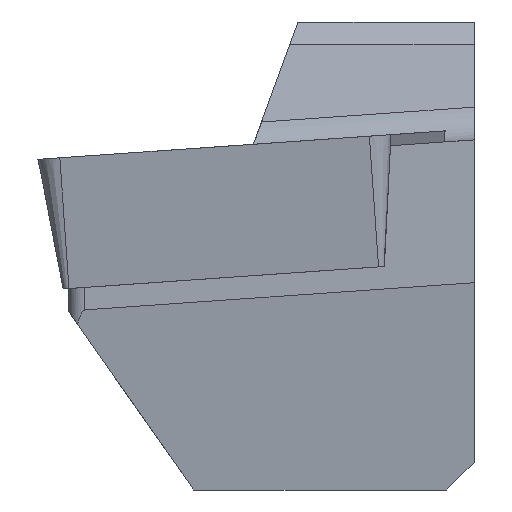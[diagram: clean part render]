
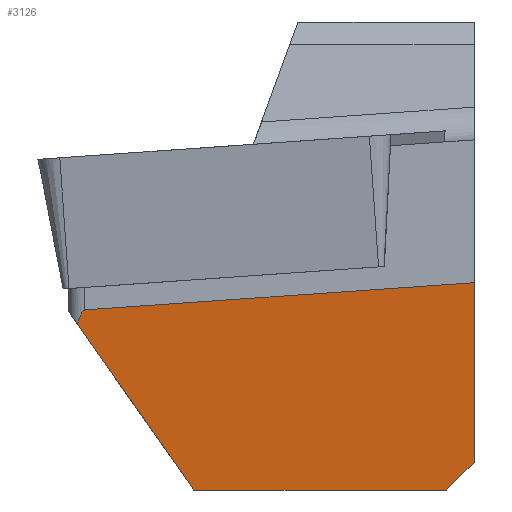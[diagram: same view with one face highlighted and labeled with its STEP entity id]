
A CAD part, left-side view. The second image highlights one B-rep face of the part: STEP entity #3126.
In plain terms, the highlighted planar face has unit normal (-0.993, -0.009, -0.122).
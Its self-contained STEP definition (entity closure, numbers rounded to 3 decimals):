
#33 = ORIENTED_EDGE ( 'NONE', *, *, #4342, .F. ) ;
#116 = FACE_OUTER_BOUND ( 'NONE', #4304, .T. ) ;
#127 = DIRECTION ( 'NONE',  ( 0.122, 0., -0.993 ) ) ;
#208 = VERTEX_POINT ( 'NONE', #2297 ) ;
#415 = EDGE_CURVE ( 'NONE', #1743, #3024, #3142, .T. ) ;
#440 = AXIS2_PLACEMENT_3D ( 'NONE', #3325, #1506, #127 ) ;
#689 = DIRECTION ( 'NONE',  ( -0.009, 1., 0. ) ) ;
#699 = CARTESIAN_POINT ( 'NONE',  ( 0.742, 0., -5.5 ) ) ;
#734 = CARTESIAN_POINT ( 'NONE',  ( 0.373, 7.202, -2.989 ) ) ;
#1007 = DIRECTION ( 'NONE',  ( 0.105, -0.57, -0.815 ) ) ;
#1054 = CARTESIAN_POINT ( 'NONE',  ( 0.353, 7.161, -2.821 ) ) ;
#1139 = PLANE ( 'NONE',  #440 ) ;
#1235 = LINE ( 'NONE', #1748, #4273 ) ;
#1336 = ORIENTED_EDGE ( 'NONE', *, *, #2859, .F. ) ;
#1401 = CARTESIAN_POINT ( 'NONE',  ( 0.342, 6.636, -2.699 ) ) ;
#1448 = CARTESIAN_POINT ( 'NONE',  ( 0.342, 7.116, -2.732 ) ) ;
#1506 = DIRECTION ( 'NONE',  ( 0.993, 0.009, 0.122 ) ) ;
#1743 = VERTEX_POINT ( 'NONE', #4153 ) ;
#1748 = CARTESIAN_POINT ( 'NONE',  ( 0.805, -0.169, -6. ) ) ;
#1891 = DIRECTION ( 'NONE',  ( 0.08, 0.705, -0.705 ) ) ;
#1987 = CARTESIAN_POINT ( 'NONE',  ( -0.234, 0., 2.471 ) ) ;
#2203 = LINE ( 'NONE', #3170, #3494 ) ;
#2205 = EDGE_CURVE ( 'NONE', #3024, #3039, #3012, .T. ) ;
#2226 = VERTEX_POINT ( 'NONE', #2881 ) ;
#2297 = CARTESIAN_POINT ( 'NONE',  ( 0.76, 5.094, -6. ) ) ;
#2398 = EDGE_CURVE ( 'NONE', #2691, #1743, #4211, .T. ) ;
#2691 = VERTEX_POINT ( 'NONE', #699 ) ;
#2772 = EDGE_CURVE ( 'NONE', #3039, #208, #2203, .T. ) ;
#2859 = EDGE_CURVE ( 'NONE', #2226, #208, #1235, .T. ) ;
#2881 = CARTESIAN_POINT ( 'NONE',  ( 0.799, 0.5, -6. ) ) ;
#2911 = VECTOR ( 'NONE', #3218, 1000. ) ;
#3012 =( BOUNDED_CURVE ( )  B_SPLINE_CURVE ( 3, ( #4624, #1448, #1054, #3573 ),
 .UNSPECIFIED., .F., .T. ) 
 B_SPLINE_CURVE_WITH_KNOTS ( ( 4, 4 ),
 ( 3.15, 3.607 ),
 .UNSPECIFIED. ) 
 CURVE ( )  GEOMETRIC_REPRESENTATION_ITEM ( )  RATIONAL_B_SPLINE_CURVE ( ( 1., 0.983, 0.983, 1. ) ) 
 REPRESENTATION_ITEM ( '' )  );
#3024 = VERTEX_POINT ( 'NONE', #3952 ) ;
#3039 = VERTEX_POINT ( 'NONE', #734 ) ;
#3126 = ADVANCED_FACE ( 'NONE', ( #116 ), #1139, .F. ) ;
#3142 = LINE ( 'NONE', #1401, #2911 ) ;
#3170 = CARTESIAN_POINT ( 'NONE',  ( 0.07, 8.851, -0.635 ) ) ;
#3218 = DIRECTION ( 'NONE',  ( 0., 0.998, -0.07 ) ) ;
#3280 = VECTOR ( 'NONE', #3435, 1000. ) ;
#3289 = ORIENTED_EDGE ( 'NONE', *, *, #2205, .T. ) ;
#3306 = ORIENTED_EDGE ( 'NONE', *, *, #2772, .T. ) ;
#3325 = CARTESIAN_POINT ( 'NONE',  ( 0., 7.923, 0.005 ) ) ;
#3326 = ORIENTED_EDGE ( 'NONE', *, *, #2398, .T. ) ;
#3435 = DIRECTION ( 'NONE',  ( -0.122, 0., 0.993 ) ) ;
#3484 = LINE ( 'NONE', #4074, #3919 ) ;
#3494 = VECTOR ( 'NONE', #1007, 1000. ) ;
#3573 = CARTESIAN_POINT ( 'NONE',  ( 0.373, 7.202, -2.989 ) ) ;
#3919 = VECTOR ( 'NONE', #1891, 1000. ) ;
#3952 = CARTESIAN_POINT ( 'NONE',  ( 0.342, 7.07, -2.729 ) ) ;
#3972 = ORIENTED_EDGE ( 'NONE', *, *, #415, .T. ) ;
#4074 = CARTESIAN_POINT ( 'NONE',  ( 0.737, -0.042, -5.458 ) ) ;
#4153 = CARTESIAN_POINT ( 'NONE',  ( 0.342, 0., -2.235 ) ) ;
#4211 = LINE ( 'NONE', #1987, #3280 ) ;
#4273 = VECTOR ( 'NONE', #689, 1000. ) ;
#4304 = EDGE_LOOP ( 'NONE', ( #3306, #1336, #33, #3326, #3972, #3289 ) ) ;
#4342 = EDGE_CURVE ( 'NONE', #2691, #2226, #3484, .T. ) ;
#4624 = CARTESIAN_POINT ( 'NONE',  ( 0.342, 7.07, -2.729 ) ) ;
